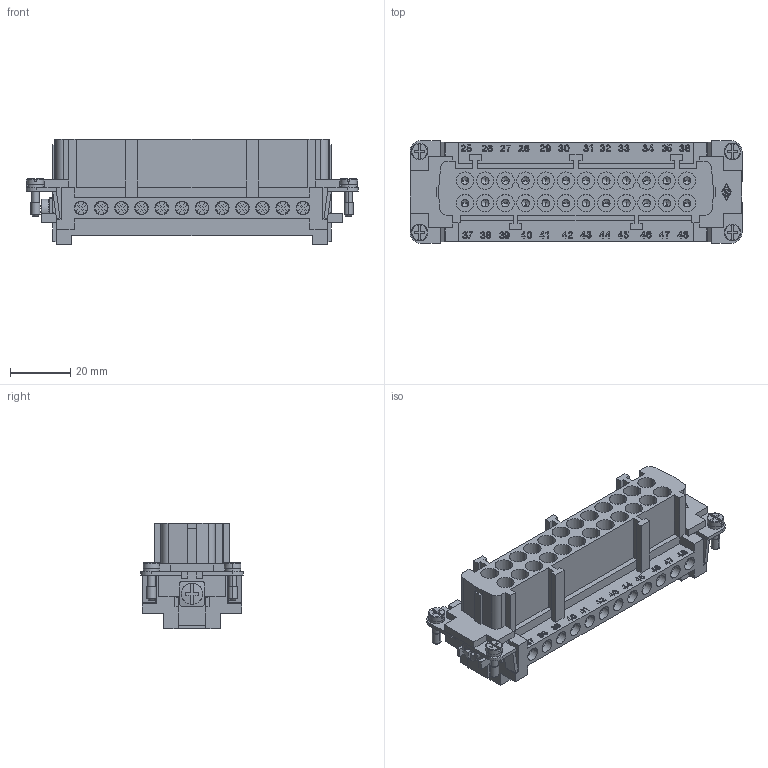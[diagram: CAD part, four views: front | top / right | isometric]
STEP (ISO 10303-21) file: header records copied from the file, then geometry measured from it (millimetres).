
FILE_DESCRIPTION(('Creo Elements/Direct Modeling STEP Export'),'2;1');
FILE_NAME('0ln7uvk49v7262a4072','2017-03-30T14:08:48',(''),(''),'PTC Creo Elements/Direct Modeling STEP processor for AP214 (Solid Model)','PTC Creo Elements/Direct Modeling 19.0E 27-Jun-2016 (C) Parametric Technology GmbH','');
FILE_SCHEMA(('AUTOMOTIVE_DESIGN { 1 0 10303 214 1 1 1 1 }'));
Products named in the file (2): JNEF_24_N
Assembly tree (1 placements, depth 2):
  JNEF_24_N
    JNEF_24_N
Bounding box: 110.3 x 34 x 35 mm (x, y, z)
Volume: 52873.5 mm3; surface area: 38316.7 mm2
Topology: 1 solids, 1 shells, 1660 faces, 8519 edges, 7126 vertices
Faces by surface type: plane 1226, cylinder 366, cone 56, torus 8, sphere 4
Entity records: 99839 total; most frequent: CARTESIAN_POINT 17398, ORIENTED_EDGE 16942, DIRECTION 11741, EDGE_CURVE 8471, VECTOR 7427, LINE 7427, VERTEX_POINT 7126, AXIS2_PLACEMENT_3D 2157
